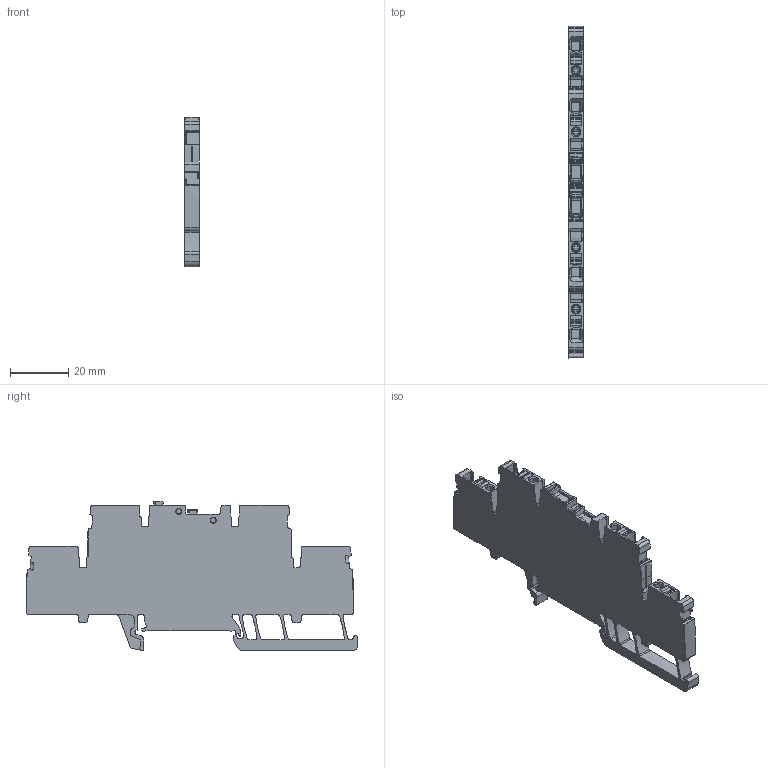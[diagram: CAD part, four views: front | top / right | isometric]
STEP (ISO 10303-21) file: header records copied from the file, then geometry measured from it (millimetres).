
FILE_DESCRIPTION(('CATIA V5 STEP Exchange','CAx-IF Rec.Pracs.--- Model Styling and Organization---1.4--- 2014-01-23'),'2;1');
FILE_NAME ('D1463884_0_2744110000_2744110000.stp','2020-10-14T09:57:01+00:00',('none'),('Weidmueller'),'CATIA Version 5-6 Release 2016 SP3 HF44','CATIA V5 STEP AP214','none');
FILE_SCHEMA(('AUTOMOTIVE_DESIGN { 1 0 10303 214 1 1 1 1 }'));
Length unit declared in the file: millimetre
Products named in the file (1): 2744110000
Bounding box: 5.1 x 114.33 x 51.65 mm (x, y, z)
Volume: 18283 mm3; surface area: 13821.3 mm2
Topology: 7 solids, 9 shells, 1404 faces, 4017 edges, 2633 vertices
Faces by surface type: plane 625, cylinder 547, extrusion 149, torus 39, cone 22, bspline 20, sphere 2
Entity records: 48343 total; most frequent: CARTESIAN_POINT 13966, ORIENTED_EDGE 8022, DIRECTION 5511, EDGE_CURVE 4011, VERTEX_POINT 2633, VECTOR 2530, LINE 2381, AXIS2_PLACEMENT_3D 1891
